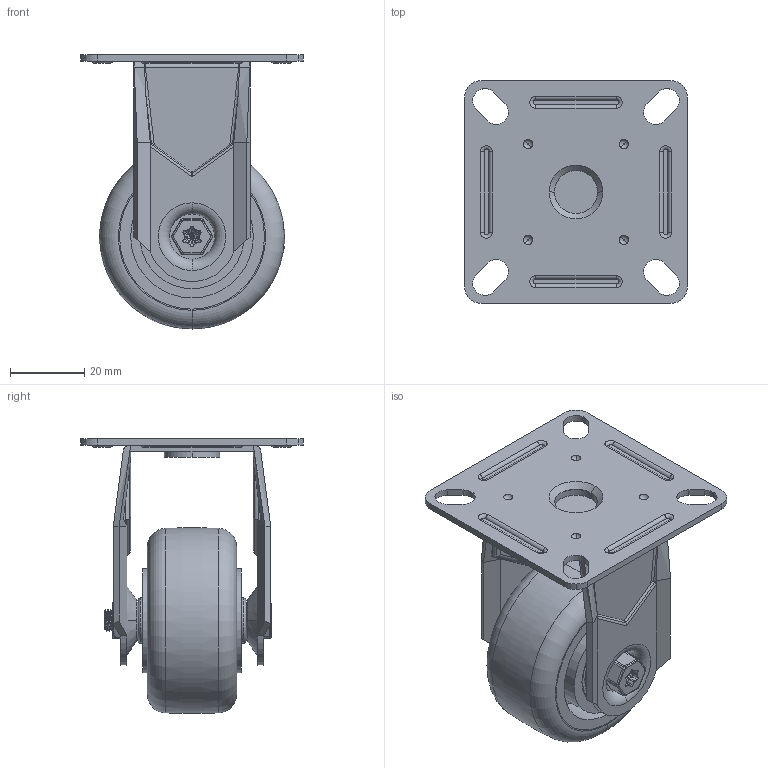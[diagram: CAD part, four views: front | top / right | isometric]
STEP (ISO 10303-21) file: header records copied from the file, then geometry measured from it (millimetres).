
FILE_DESCRIPTION(('STEP AP203'),'1');
FILE_NAME('BZRAF50VGRBJ.STEP','2023-03-24T13:10:42',(' '),(' '),'Spatial InterOp 3D',' ',' ');
FILE_SCHEMA(('CONFIG_CONTROL_DESIGN'));
Length unit declared in the file: metre
Products named in the file (21): BZRAF50AS; ZINC PLATED PRESSED STEEL TOP PLATE; ZINC PLATED PRESSED STEEL FORKS; BZRAF50VGRBJ; BZL50WVGRBJM828; THERMOPLASTIC RUBBER TYRE; POLYPROPYLENE RIM; BEARING608-ZB; METAL; INSIDE; OUTTER; Pattern; Component4; TUBEM8X31; ZINC PLATED AXLE TUBE; BOLTBZRA6MM; ZINC PLATED AXLE BOLT; NM6GR8HALFGR8; ZINC PLATED LOCKING NUT
Assembly tree (36 placements, depth 5):
  BZRAF50VGRBJ
    BZRAF50AS
      ZINC PLATED PRESSED STEEL TOP PLATE
      ZINC PLATED PRESSED STEEL FORKS
    BZL50WVGRBJM828
      THERMOPLASTIC RUBBER TYRE
      POLYPROPYLENE RIM
      BEARING608-ZB
        METAL
        INSIDE
        OUTTER
        Pattern
          Component4  x7
      BEARING608-ZB
        METAL
        INSIDE
        OUTTER
        Pattern
          Component4  x7
    TUBEM8X31
      ZINC PLATED AXLE TUBE
    BOLTBZRA6MM
      ZINC PLATED AXLE BOLT
    NM6GR8HALFGR8
      ZINC PLATED LOCKING NUT
Bounding box: 60 x 60 x 73.98 mm (x, y, z)
Volume: 52572.2 mm3; surface area: 44880.3 mm2
Topology: 29 solids, 29 shells, 609 faces, 1493 edges, 908 vertices
Faces by surface type: cylinder 258, plane 125, torus 120, bspline 52, sphere 28, cone 26
Entity records: 40682 total; most frequent: CARTESIAN_POINT 26998, DIRECTION 2726, ORIENTED_EDGE 2602, EDGE_CURVE 1301, AXIS2_PLACEMENT_3D 1150, VERTEX_POINT 822, CIRCLE 597, EDGE_LOOP 589
